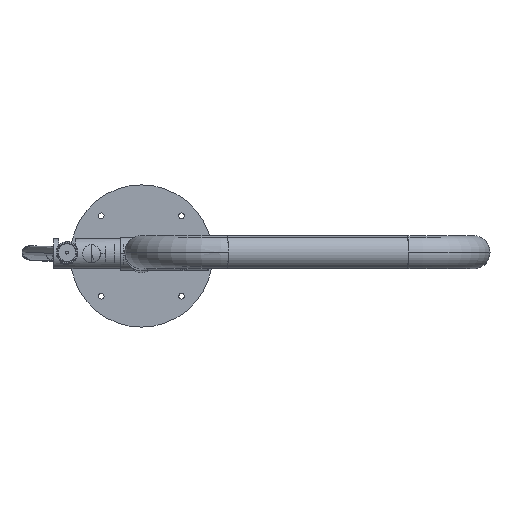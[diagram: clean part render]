
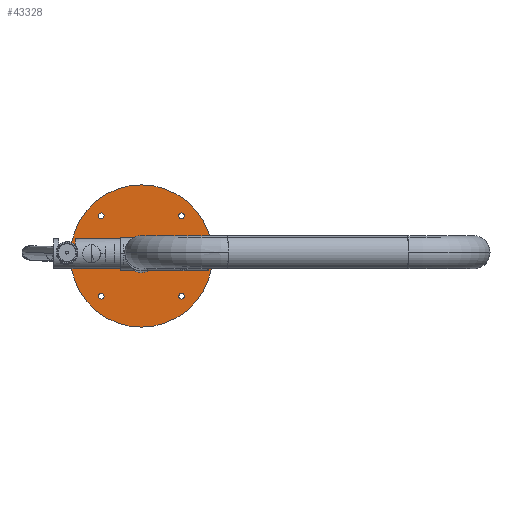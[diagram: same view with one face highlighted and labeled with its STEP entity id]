
A CAD part, top view. The second image highlights one B-rep face of the part: STEP entity #43328.
In plain terms, the highlighted planar face has unit normal (0, 0, 1).
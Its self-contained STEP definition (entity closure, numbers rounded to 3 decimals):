
#43038=CARTESIAN_POINT('Vertex',(0.,75.,-1365.)) ;
#43041=CARTESIAN_POINT('Axis2P3D Location',(0.,0.,-1365.)) ;
#43045=CARTESIAN_POINT('Vertex',(0.,-75.,-1365.)) ;
#43061=CARTESIAN_POINT('Axis2P3D Location',(0.,0.,-1365.)) ;
#43083=CARTESIAN_POINT('Vertex',(42.426,-39.426,-1365.)) ;
#43086=CARTESIAN_POINT('Axis2P3D Location',(42.426,-42.426,-1365.)) ;
#43090=CARTESIAN_POINT('Vertex',(42.426,-45.426,-1365.)) ;
#43106=CARTESIAN_POINT('Axis2P3D Location',(42.426,-42.426,-1365.)) ;
#43128=CARTESIAN_POINT('Vertex',(42.426,45.426,-1365.)) ;
#43131=CARTESIAN_POINT('Axis2P3D Location',(42.426,42.426,-1365.)) ;
#43135=CARTESIAN_POINT('Vertex',(42.426,39.426,-1365.)) ;
#43151=CARTESIAN_POINT('Axis2P3D Location',(42.426,42.426,-1365.)) ;
#43173=CARTESIAN_POINT('Vertex',(-42.426,45.426,-1365.)) ;
#43176=CARTESIAN_POINT('Axis2P3D Location',(-42.426,42.426,-1365.)) ;
#43180=CARTESIAN_POINT('Vertex',(-42.426,39.426,-1365.)) ;
#43196=CARTESIAN_POINT('Axis2P3D Location',(-42.426,42.426,-1365.)) ;
#43218=CARTESIAN_POINT('Vertex',(-42.426,-39.426,-1365.)) ;
#43221=CARTESIAN_POINT('Axis2P3D Location',(-42.426,-42.426,-1365.)) ;
#43225=CARTESIAN_POINT('Vertex',(-42.426,-45.426,-1365.)) ;
#43241=CARTESIAN_POINT('Axis2P3D Location',(-42.426,-42.426,-1365.)) ;
#43263=CARTESIAN_POINT('Vertex',(0.,13.25,-1365.)) ;
#43266=CARTESIAN_POINT('Axis2P3D Location',(0.,0.,-1365.)) ;
#43270=CARTESIAN_POINT('Vertex',(0.,-13.25,-1365.)) ;
#43286=CARTESIAN_POINT('Axis2P3D Location',(0.,0.,-1365.)) ;
#43299=CARTESIAN_POINT('Axis2P3D Location',(-90.001,-90.001,-1365.)) ;
#43042=DIRECTION('Axis2P3D Direction',(0.,0.,-1.)) ;
#43062=DIRECTION('Axis2P3D Direction',(0.,0.,-1.)) ;
#43087=DIRECTION('Axis2P3D Direction',(0.,0.,1.)) ;
#43107=DIRECTION('Axis2P3D Direction',(0.,0.,1.)) ;
#43132=DIRECTION('Axis2P3D Direction',(0.,0.,1.)) ;
#43152=DIRECTION('Axis2P3D Direction',(0.,0.,1.)) ;
#43177=DIRECTION('Axis2P3D Direction',(0.,0.,1.)) ;
#43197=DIRECTION('Axis2P3D Direction',(0.,0.,1.)) ;
#43222=DIRECTION('Axis2P3D Direction',(0.,0.,1.)) ;
#43242=DIRECTION('Axis2P3D Direction',(0.,0.,1.)) ;
#43267=DIRECTION('Axis2P3D Direction',(0.,0.,1.)) ;
#43287=DIRECTION('Axis2P3D Direction',(0.,0.,1.)) ;
#43300=DIRECTION('Axis2P3D Direction',(0.,0.,-1.)) ;
#43301=DIRECTION('Axis2P3D XDirection',(0.,1.,0.)) ;
#43043=AXIS2_PLACEMENT_3D('Circle Axis2P3D',#43041,#43042,$) ;
#43063=AXIS2_PLACEMENT_3D('Circle Axis2P3D',#43061,#43062,$) ;
#43088=AXIS2_PLACEMENT_3D('Circle Axis2P3D',#43086,#43087,$) ;
#43108=AXIS2_PLACEMENT_3D('Circle Axis2P3D',#43106,#43107,$) ;
#43133=AXIS2_PLACEMENT_3D('Circle Axis2P3D',#43131,#43132,$) ;
#43153=AXIS2_PLACEMENT_3D('Circle Axis2P3D',#43151,#43152,$) ;
#43178=AXIS2_PLACEMENT_3D('Circle Axis2P3D',#43176,#43177,$) ;
#43198=AXIS2_PLACEMENT_3D('Circle Axis2P3D',#43196,#43197,$) ;
#43223=AXIS2_PLACEMENT_3D('Circle Axis2P3D',#43221,#43222,$) ;
#43243=AXIS2_PLACEMENT_3D('Circle Axis2P3D',#43241,#43242,$) ;
#43268=AXIS2_PLACEMENT_3D('Circle Axis2P3D',#43266,#43267,$) ;
#43288=AXIS2_PLACEMENT_3D('Circle Axis2P3D',#43286,#43287,$) ;
#43302=AXIS2_PLACEMENT_3D('Plane Axis2P3D',#43299,#43300,#43301) ;
#43044=CIRCLE('generated circle',#43043,75.) ;
#43064=CIRCLE('generated circle',#43063,75.) ;
#43089=CIRCLE('generated circle',#43088,3.) ;
#43109=CIRCLE('generated circle',#43108,3.) ;
#43134=CIRCLE('generated circle',#43133,3.) ;
#43154=CIRCLE('generated circle',#43153,3.) ;
#43179=CIRCLE('generated circle',#43178,3.) ;
#43199=CIRCLE('generated circle',#43198,3.) ;
#43224=CIRCLE('generated circle',#43223,3.) ;
#43244=CIRCLE('generated circle',#43243,3.) ;
#43269=CIRCLE('generated circle',#43268,13.25) ;
#43289=CIRCLE('generated circle',#43288,13.25) ;
#43303=PLANE('',#43302) ;
#43311=FACE_BOUND('',#43308,.T.) ;
#43315=FACE_BOUND('',#43312,.T.) ;
#43319=FACE_BOUND('',#43316,.T.) ;
#43323=FACE_BOUND('',#43320,.T.) ;
#43327=FACE_BOUND('',#43324,.T.) ;
#43047=EDGE_CURVE('',#43039,#43046,#43044,.T.) ;
#43065=EDGE_CURVE('',#43046,#43039,#43064,.T.) ;
#43092=EDGE_CURVE('',#43084,#43091,#43089,.T.) ;
#43110=EDGE_CURVE('',#43091,#43084,#43109,.T.) ;
#43137=EDGE_CURVE('',#43129,#43136,#43134,.T.) ;
#43155=EDGE_CURVE('',#43136,#43129,#43154,.T.) ;
#43182=EDGE_CURVE('',#43174,#43181,#43179,.T.) ;
#43200=EDGE_CURVE('',#43181,#43174,#43199,.T.) ;
#43227=EDGE_CURVE('',#43219,#43226,#43224,.T.) ;
#43245=EDGE_CURVE('',#43226,#43219,#43244,.T.) ;
#43272=EDGE_CURVE('',#43264,#43271,#43269,.T.) ;
#43290=EDGE_CURVE('',#43271,#43264,#43289,.T.) ;
#43305=ORIENTED_EDGE('',*,*,#43065,.F.) ;
#43306=ORIENTED_EDGE('',*,*,#43047,.F.) ;
#43309=ORIENTED_EDGE('',*,*,#43110,.F.) ;
#43310=ORIENTED_EDGE('',*,*,#43092,.F.) ;
#43313=ORIENTED_EDGE('',*,*,#43155,.F.) ;
#43314=ORIENTED_EDGE('',*,*,#43137,.F.) ;
#43317=ORIENTED_EDGE('',*,*,#43200,.F.) ;
#43318=ORIENTED_EDGE('',*,*,#43182,.F.) ;
#43321=ORIENTED_EDGE('',*,*,#43245,.F.) ;
#43322=ORIENTED_EDGE('',*,*,#43227,.F.) ;
#43325=ORIENTED_EDGE('',*,*,#43290,.F.) ;
#43326=ORIENTED_EDGE('',*,*,#43272,.F.) ;
#43304=EDGE_LOOP('',(#43305,#43306)) ;
#43308=EDGE_LOOP('',(#43309,#43310)) ;
#43312=EDGE_LOOP('',(#43313,#43314)) ;
#43316=EDGE_LOOP('',(#43317,#43318)) ;
#43320=EDGE_LOOP('',(#43321,#43322)) ;
#43324=EDGE_LOOP('',(#43325,#43326)) ;
#43039=VERTEX_POINT('',#43038) ;
#43046=VERTEX_POINT('',#43045) ;
#43084=VERTEX_POINT('',#43083) ;
#43091=VERTEX_POINT('',#43090) ;
#43129=VERTEX_POINT('',#43128) ;
#43136=VERTEX_POINT('',#43135) ;
#43174=VERTEX_POINT('',#43173) ;
#43181=VERTEX_POINT('',#43180) ;
#43219=VERTEX_POINT('',#43218) ;
#43226=VERTEX_POINT('',#43225) ;
#43264=VERTEX_POINT('',#43263) ;
#43271=VERTEX_POINT('',#43270) ;
#43328=ADVANCED_FACE('1624867110',(#43307,#43311,#43315,#43319,#43323,#43327),#43303,.F.) ;
#43307=FACE_OUTER_BOUND('',#43304,.T.) ;
